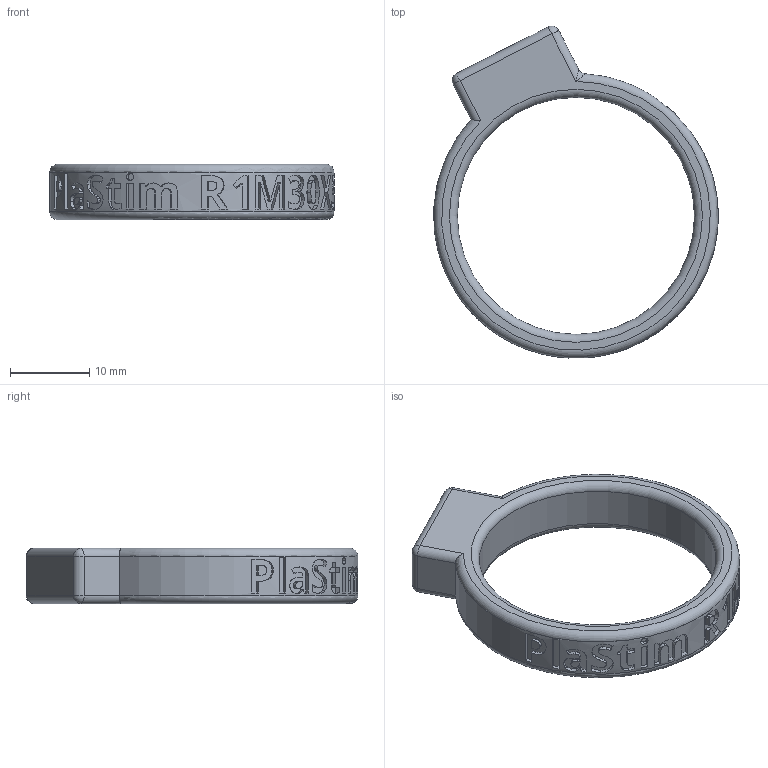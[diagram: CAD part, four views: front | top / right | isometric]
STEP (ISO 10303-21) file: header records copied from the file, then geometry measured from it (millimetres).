
FILE_DESCRIPTION(/* description */ ('STEP AP242 Edition 2','CAx-IF Rec.Pracs.---Representation and Presentation of Product Manufacturing Information (PMI)---4.0---2014-10-13','CAx-IF Rec.Pracs.---3D Tessellated Geometry---0.4---2014-09-14','2;1','CAx-IF Rec.Pracs.---User Defined Attributes---1.5---2016-08-15'),/* implementation_level */ '2;1');
FILE_NAME(/* name */ '694d6e8b51c68fc3d79a1b3f',/* time_stamp */ '2025-12-25T17:04:12Z',/* author */ (''),/* organization */ (''),/* preprocessor_version */ 'ST-DEVELOPER v20',/* originating_system */ 'ONSHAPE BY PTC INC, 1.208',/* authorisation */ ' ');
FILE_SCHEMA (('AP242_MANAGED_MODEL_BASED_3D_ENGINEERING_MIM_LF { 1 0 10303 442 3 1 4 }'));
Length unit declared in the file: metre
Products named in the file (2): Insulator; Conductor
Bounding box: 35.98 x 41.99 x 7 mm (x, y, z)
Volume: 2425.2 mm3; surface area: 4704.7 mm2
Topology: 2 solids, 2 shells, 365 faces, 987 edges, 646 vertices
Faces by surface type: bspline 146, plane 143, cylinder 67, torus 5, sphere 4
Full cylindrical faces by diameter (mm): 4 x1, 30 x1
Entity records: 12405 total; most frequent: CARTESIAN_POINT 4158, ORIENTED_EDGE 1952, DIRECTION 1269, EDGE_CURVE 976, VERTEX_POINT 646, AXIS2_PLACEMENT_3D 424, LINE 421, VECTOR 421
